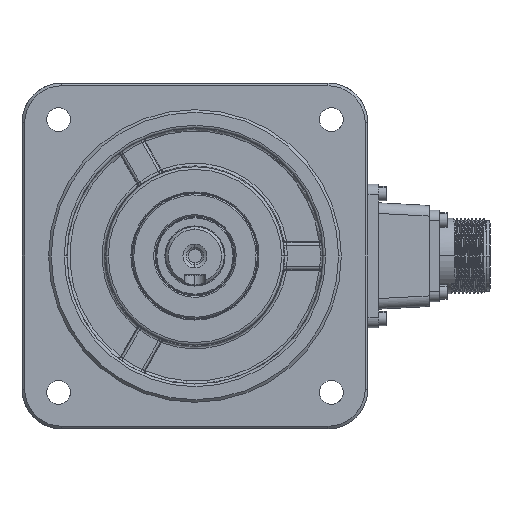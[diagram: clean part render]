
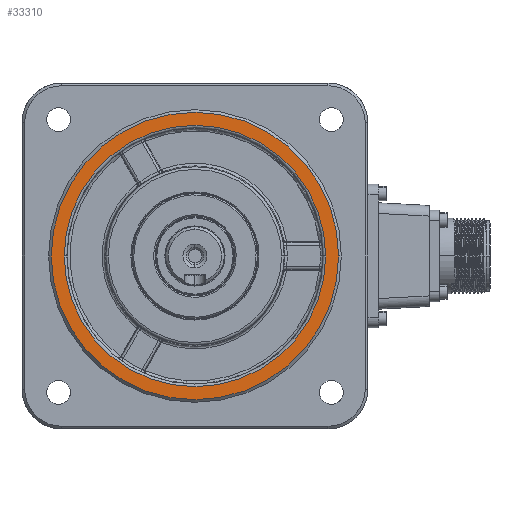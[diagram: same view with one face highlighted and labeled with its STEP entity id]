
A CAD part, left-side view. The second image highlights one B-rep face of the part: STEP entity #33310.
In plain terms, the highlighted planar face has unit normal (-1, 0, 0).
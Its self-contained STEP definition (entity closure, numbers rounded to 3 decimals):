
#119 = EDGE_LOOP ( 'NONE', ( #36156, #41778 ) ) ;
#4212 = CARTESIAN_POINT ( 'NONE',  ( -61., 0., 0. ) ) ;
#4221 = DIRECTION ( 'NONE',  ( 0., -1., 0. ) ) ;
#4605 = FACE_BOUND ( 'NONE', #31801, .T. ) ;
#5614 = ORIENTED_EDGE ( 'NONE', *, *, #21574, .T. ) ;
#7922 = DIRECTION ( 'NONE',  ( -1., 0., 0. ) ) ;
#8048 = VERTEX_POINT ( 'NONE', #12449 ) ;
#10799 = ORIENTED_EDGE ( 'NONE', *, *, #35719, .T. ) ;
#11644 = CARTESIAN_POINT ( 'NONE',  ( -61., 0., 0. ) ) ;
#11650 = DIRECTION ( 'NONE',  ( -1., 0., 0. ) ) ;
#11872 = CARTESIAN_POINT ( 'NONE',  ( -61., 0., 0. ) ) ;
#12449 = CARTESIAN_POINT ( 'NONE',  ( -61., 49.122, 0. ) ) ;
#15407 = DIRECTION ( 'NONE',  ( -1., 0., 0. ) ) ;
#18851 = CIRCLE ( 'NONE', #41613, 54. ) ;
#19703 = CARTESIAN_POINT ( 'NONE',  ( -61., -49.122, 0. ) ) ;
#19715 = CARTESIAN_POINT ( 'NONE',  ( -61., -54., 0. ) ) ;
#20458 = CIRCLE ( 'NONE', #29873, 54. ) ;
#21574 = EDGE_CURVE ( 'NONE', #23568, #8048, #43874, .T. ) ;
#23307 = CARTESIAN_POINT ( 'NONE',  ( -61., 0., 0. ) ) ;
#23568 = VERTEX_POINT ( 'NONE', #19703 ) ;
#25646 = DIRECTION ( 'NONE',  ( 1., 0., 0. ) ) ;
#25882 = PLANE ( 'NONE',  #36181 ) ;
#26189 = DIRECTION ( 'NONE',  ( 0., -1., 0. ) ) ;
#26818 = DIRECTION ( 'NONE',  ( 1., 0., 0. ) ) ;
#27025 = EDGE_CURVE ( 'NONE', #30448, #37330, #20458, .T. ) ;
#27125 = DIRECTION ( 'NONE',  ( 0., -1., 0. ) ) ;
#27363 = AXIS2_PLACEMENT_3D ( 'NONE', #23307, #26818, #27125 ) ;
#28330 = FACE_OUTER_BOUND ( 'NONE', #119, .T. ) ;
#28587 = DIRECTION ( 'NONE',  ( 0., -1., 0. ) ) ;
#29045 = DIRECTION ( 'NONE',  ( 0., -1., 0. ) ) ;
#29873 = AXIS2_PLACEMENT_3D ( 'NONE', #32729, #11650, #4221 ) ;
#30448 = VERTEX_POINT ( 'NONE', #31431 ) ;
#31431 = CARTESIAN_POINT ( 'NONE',  ( -61., 54., 0. ) ) ;
#31801 = EDGE_LOOP ( 'NONE', ( #5614, #10799 ) ) ;
#32660 = CIRCLE ( 'NONE', #38004, 49.122 ) ;
#32729 = CARTESIAN_POINT ( 'NONE',  ( -61., 0., 0. ) ) ;
#33310 = ADVANCED_FACE ( 'NONE', ( #28330, #4605 ), #25882, .T. ) ;
#35719 = EDGE_CURVE ( 'NONE', #8048, #23568, #32660, .T. ) ;
#36156 = ORIENTED_EDGE ( 'NONE', *, *, #27025, .T. ) ;
#36181 = AXIS2_PLACEMENT_3D ( 'NONE', #11872, #15407, #26189 ) ;
#36447 = EDGE_CURVE ( 'NONE', #37330, #30448, #18851, .T. ) ;
#37330 = VERTEX_POINT ( 'NONE', #19715 ) ;
#38004 = AXIS2_PLACEMENT_3D ( 'NONE', #11644, #25646, #29045 ) ;
#41613 = AXIS2_PLACEMENT_3D ( 'NONE', #4212, #7922, #28587 ) ;
#41778 = ORIENTED_EDGE ( 'NONE', *, *, #36447, .T. ) ;
#43874 = CIRCLE ( 'NONE', #27363, 49.122 ) ;
